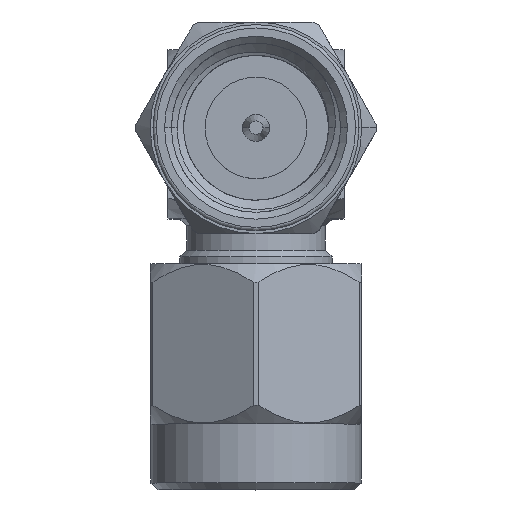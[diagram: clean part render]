
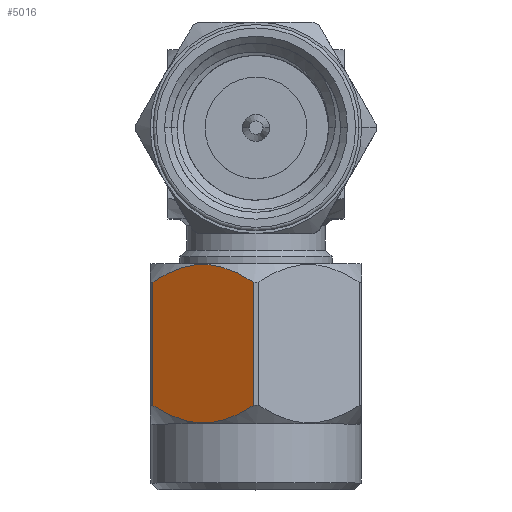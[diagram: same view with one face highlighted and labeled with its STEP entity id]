
A CAD part, top view. The second image highlights one B-rep face of the part: STEP entity #5016.
In plain terms, the highlighted face is planar.
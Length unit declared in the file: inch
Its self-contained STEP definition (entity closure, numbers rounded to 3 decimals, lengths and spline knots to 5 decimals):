
#100 = CARTESIAN_POINT ( 'NONE',  ( 0.09253, 0.21843, -0.15223 ) ) ;
#266 = CARTESIAN_POINT ( 'NONE',  ( 0.1781, 0.40049, -0.00402 ) ) ;
#523 = CARTESIAN_POINT ( 'NONE',  ( 0.15044, 0.19559, -0.05193 ) ) ;
#604 = B_SPLINE_CURVE_WITH_KNOTS ( 'NONE', 3,
 ( #1137, #9651, #13962, #11460, #17077, #3018, #5784, #10087, #16837, #8676, #15619, #15499, #8553, #266 ),
 .UNSPECIFIED., .F., .F.,
 ( 4, 2, 2, 2, 2, 2, 4 ),
 ( 0., 0.00114, 0.00171, 0.00228, 0.00285, 0.00342, 0.00456 ),
 .UNSPECIFIED. ) ;
#999 = VERTEX_POINT ( 'NONE', #100 ) ;
#1137 = CARTESIAN_POINT ( 'NONE',  ( 0.09253, 0.40049, -0.15223 ) ) ;
#1169 = CARTESIAN_POINT ( 'NONE',  ( 0.1781, 0.40049, -0.00402 ) ) ;
#1695 = AXIS2_PLACEMENT_3D ( 'NONE', #4034, #9755, #16816 ) ;
#1985 = CARTESIAN_POINT ( 'NONE',  ( 0.12786, 0.19298, -0.09104 ) ) ;
#2367 = DIRECTION ( 'NONE',  ( 0., 1., 0. ) ) ;
#3018 = CARTESIAN_POINT ( 'NONE',  ( 0.1277, 0.42591, -0.09132 ) ) ;
#3708 = CARTESIAN_POINT ( 'NONE',  ( 0.1781, 0., -0.00402 ) ) ;
#4001 = DIRECTION ( 'NONE',  ( 0., -1., 0. ) ) ;
#4034 = CARTESIAN_POINT ( 'NONE',  ( 0.18042, 0.16792, 0. ) ) ;
#4236 = EDGE_CURVE ( 'NONE', #8795, #11424, #5860, .T. ) ;
#4870 = CARTESIAN_POINT ( 'NONE',  ( 0.11667, 0.1974, -0.11043 ) ) ;
#5016 = ADVANCED_FACE ( 'NONE', ( #13999 ), #13878, .T. ) ;
#5629 = VERTEX_POINT ( 'NONE', #8470 ) ;
#5784 = CARTESIAN_POINT ( 'NONE',  ( 0.13149, 0.42657, -0.08475 ) ) ;
#5860 = LINE ( 'NONE', #3708, #11162 ) ;
#6315 = EDGE_CURVE ( 'NONE', #5629, #999, #8459, .T. ) ;
#7705 = CARTESIAN_POINT ( 'NONE',  ( 0.17152, 0.21091, -0.01541 ) ) ;
#7765 = CARTESIAN_POINT ( 'NONE',  ( 0.16475, 0.20445, -0.02715 ) ) ;
#8459 = LINE ( 'NONE', #15382, #8669 ) ;
#8470 = CARTESIAN_POINT ( 'NONE',  ( 0.09253, 0.40049, -0.15223 ) ) ;
#8553 = CARTESIAN_POINT ( 'NONE',  ( 0.17151, 0.40803, -0.01544 ) ) ;
#8669 = VECTOR ( 'NONE', #4001, 39.37008 ) ;
#8676 = CARTESIAN_POINT ( 'NONE',  ( 0.15026, 0.42341, -0.05223 ) ) ;
#8795 = VERTEX_POINT ( 'NONE', #16997 ) ;
#8941 = CARTESIAN_POINT ( 'NONE',  ( 0.10592, 0.20441, -0.12904 ) ) ;
#8967 = ORIENTED_EDGE ( 'NONE', *, *, #9061, .T. ) ;
#9049 = CARTESIAN_POINT ( 'NONE',  ( 0.13914, 0.19235, -0.0715 ) ) ;
#9061 = EDGE_CURVE ( 'NONE', #8795, #999, #14124, .T. ) ;
#9115 = CARTESIAN_POINT ( 'NONE',  ( 0.09253, 0.21843, -0.15223 ) ) ;
#9651 = CARTESIAN_POINT ( 'NONE',  ( 0.09911, 0.40801, -0.14084 ) ) ;
#9755 = DIRECTION ( 'NONE',  ( 0.866, 0., -0.5 ) ) ;
#9931 = ORIENTED_EDGE ( 'NONE', *, *, #16766, .T. ) ;
#10087 = CARTESIAN_POINT ( 'NONE',  ( 0.13902, 0.42659, -0.07171 ) ) ;
#10602 = CARTESIAN_POINT ( 'NONE',  ( 0.15408, 0.19746, -0.04562 ) ) ;
#11162 = VECTOR ( 'NONE', #2367, 39.37008 ) ;
#11424 = VERTEX_POINT ( 'NONE', #1169 ) ;
#11460 = CARTESIAN_POINT ( 'NONE',  ( 0.11655, 0.42146, -0.11063 ) ) ;
#11899 = CARTESIAN_POINT ( 'NONE',  ( 0.13161, 0.19233, -0.08454 ) ) ;
#13311 = CARTESIAN_POINT ( 'NONE',  ( 0.12037, 0.19551, -0.10402 ) ) ;
#13825 = ORIENTED_EDGE ( 'NONE', *, *, #4236, .F. ) ;
#13839 = ORIENTED_EDGE ( 'NONE', *, *, #6315, .F. ) ;
#13878 = PLANE ( 'NONE',  #1695 ) ;
#13962 = CARTESIAN_POINT ( 'NONE',  ( 0.10588, 0.41447, -0.1291 ) ) ;
#13999 = FACE_OUTER_BOUND ( 'NONE', #15881, .T. ) ;
#14124 = B_SPLINE_CURVE_WITH_KNOTS ( 'NONE', 3,
 ( #16110, #7705, #7765, #10602, #523, #17327, #9049, #11899, #1985, #13311, #4870, #8941, #17449, #9115 ),
 .UNSPECIFIED., .F., .F.,
 ( 4, 2, 2, 2, 2, 2, 4 ),
 ( 0., 0.00114, 0.00171, 0.00228, 0.00285, 0.00342, 0.00456 ),
 .UNSPECIFIED. ) ;
#15382 = CARTESIAN_POINT ( 'NONE',  ( 0.09253, 0., -0.15223 ) ) ;
#15499 = CARTESIAN_POINT ( 'NONE',  ( 0.16471, 0.41452, -0.02721 ) ) ;
#15619 = CARTESIAN_POINT ( 'NONE',  ( 0.15397, 0.42152, -0.04582 ) ) ;
#15881 = EDGE_LOOP ( 'NONE', ( #13825, #8967, #13839, #9931 ) ) ;
#16110 = CARTESIAN_POINT ( 'NONE',  ( 0.1781, 0.21843, -0.00402 ) ) ;
#16766 = EDGE_CURVE ( 'NONE', #5629, #11424, #604, .T. ) ;
#16816 = DIRECTION ( 'NONE',  ( -0.5, 0., -0.866 ) ) ;
#16837 = CARTESIAN_POINT ( 'NONE',  ( 0.14277, 0.42594, -0.06521 ) ) ;
#16997 = CARTESIAN_POINT ( 'NONE',  ( 0.1781, 0.21843, -0.00402 ) ) ;
#17077 = CARTESIAN_POINT ( 'NONE',  ( 0.12019, 0.42333, -0.10432 ) ) ;
#17327 = CARTESIAN_POINT ( 'NONE',  ( 0.14294, 0.19301, -0.06493 ) ) ;
#17449 = CARTESIAN_POINT ( 'NONE',  ( 0.09912, 0.21089, -0.14081 ) ) ;
